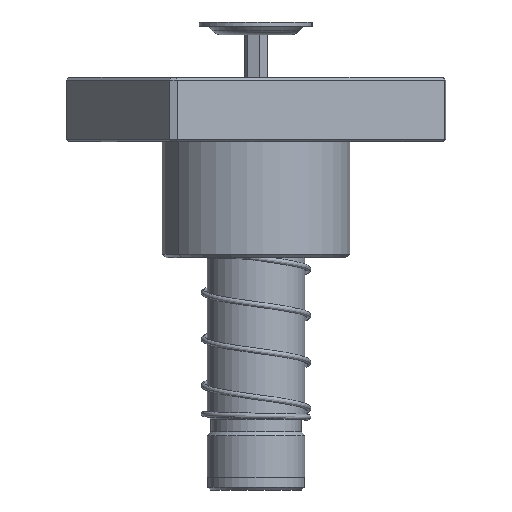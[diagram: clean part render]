
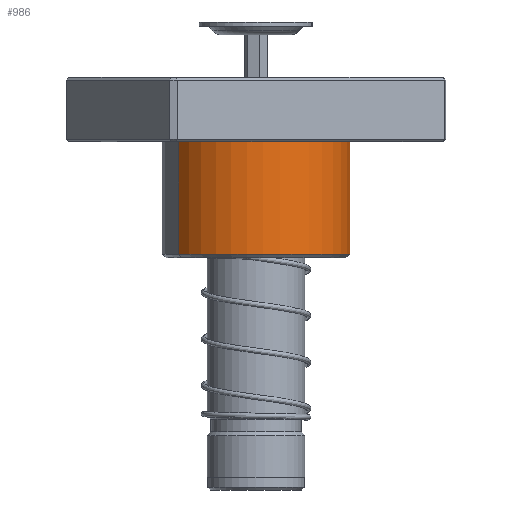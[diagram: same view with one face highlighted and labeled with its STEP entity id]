
A CAD part, front view. The second image highlights one B-rep face of the part: STEP entity #986.
In plain terms, the highlighted cylindrical face has radius 36.5 mm (diameter 73 mm), a partial arc.
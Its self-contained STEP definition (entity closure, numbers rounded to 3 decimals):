
#986 = ADVANCED_FACE ( 'NONE', ( #1435 ), #14203, .T. ) ;
#1435 = FACE_OUTER_BOUND ( 'NONE', #11452, .T. ) ;
#2555 = EDGE_CURVE ( 'NONE', #39814, #3549, #15350, .T. ) ;
#3549 = VERTEX_POINT ( 'NONE', #3798 ) ;
#3798 = CARTESIAN_POINT ( 'NONE',  ( -36.5, 0., 68.5 ) ) ;
#3975 = ORIENTED_EDGE ( 'NONE', *, *, #40742, .T. ) ;
#6158 = CARTESIAN_POINT ( 'NONE',  ( 0., -36.5, 25. ) ) ;
#6701 = EDGE_CURVE ( 'NONE', #25249, #38970, #21760, .T. ) ;
#11203 = AXIS2_PLACEMENT_3D ( 'NONE', #29309, #25736, #17945 ) ;
#11452 = EDGE_LOOP ( 'NONE', ( #27043, #27902, #31470, #12418, #3975 ) ) ;
#11747 = VERTEX_POINT ( 'NONE', #45326 ) ;
#12418 = ORIENTED_EDGE ( 'NONE', *, *, #6701, .T. ) ;
#13034 = DIRECTION ( 'NONE',  ( 0., 0., -1. ) ) ;
#13750 = LINE ( 'NONE', #35032, #18182 ) ;
#14203 = CYLINDRICAL_SURFACE ( 'NONE', #40545, 36.5 ) ;
#15001 = DIRECTION ( 'NONE',  ( 0., 0., -1. ) ) ;
#15350 = CIRCLE ( 'NONE', #36006, 36.5 ) ;
#17061 = DIRECTION ( 'NONE',  ( -1., 0., 0. ) ) ;
#17945 = DIRECTION ( 'NONE',  ( 1., 0., 0. ) ) ;
#18182 = VECTOR ( 'NONE', #23530, 1000. ) ;
#18232 = CARTESIAN_POINT ( 'NONE',  ( 0., 0., 68.5 ) ) ;
#20968 = CIRCLE ( 'NONE', #11203, 36.5 ) ;
#21760 = CIRCLE ( 'NONE', #43521, 36.5 ) ;
#22378 = VECTOR ( 'NONE', #13034, 1000. ) ;
#23530 = DIRECTION ( 'NONE',  ( 0., 0., -1. ) ) ;
#24234 = CARTESIAN_POINT ( 'NONE',  ( -36.5, 0., 70. ) ) ;
#25249 = VERTEX_POINT ( 'NONE', #27554 ) ;
#25736 = DIRECTION ( 'NONE',  ( 0., 0., 1. ) ) ;
#26586 = CARTESIAN_POINT ( 'NONE',  ( 0., 0., 25. ) ) ;
#27043 = ORIENTED_EDGE ( 'NONE', *, *, #27978, .F. ) ;
#27554 = CARTESIAN_POINT ( 'NONE',  ( -36.5, 0., 25. ) ) ;
#27902 = ORIENTED_EDGE ( 'NONE', *, *, #2555, .T. ) ;
#27913 = CARTESIAN_POINT ( 'NONE',  ( 0., 0., 70. ) ) ;
#27978 = EDGE_CURVE ( 'NONE', #39814, #11747, #13750, .T. ) ;
#28078 = DIRECTION ( 'NONE',  ( 0., 0., -1. ) ) ;
#29309 = CARTESIAN_POINT ( 'NONE',  ( 0., 0., 25. ) ) ;
#31470 = ORIENTED_EDGE ( 'NONE', *, *, #45730, .T. ) ;
#32643 = LINE ( 'NONE', #24234, #22378 ) ;
#34365 = DIRECTION ( 'NONE',  ( 1., 0., 0. ) ) ;
#35032 = CARTESIAN_POINT ( 'NONE',  ( 36.5, 0., 70. ) ) ;
#36006 = AXIS2_PLACEMENT_3D ( 'NONE', #18232, #15001, #45484 ) ;
#38970 = VERTEX_POINT ( 'NONE', #6158 ) ;
#39814 = VERTEX_POINT ( 'NONE', #49955 ) ;
#40545 = AXIS2_PLACEMENT_3D ( 'NONE', #27913, #28078, #17061 ) ;
#40742 = EDGE_CURVE ( 'NONE', #38970, #11747, #20968, .T. ) ;
#42335 = DIRECTION ( 'NONE',  ( 0., 0., 1. ) ) ;
#43521 = AXIS2_PLACEMENT_3D ( 'NONE', #26586, #42335, #34365 ) ;
#45326 = CARTESIAN_POINT ( 'NONE',  ( 36.5, 0., 25. ) ) ;
#45484 = DIRECTION ( 'NONE',  ( 1., 0., 0. ) ) ;
#45730 = EDGE_CURVE ( 'NONE', #3549, #25249, #32643, .T. ) ;
#49955 = CARTESIAN_POINT ( 'NONE',  ( 36.5, 0., 68.5 ) ) ;
